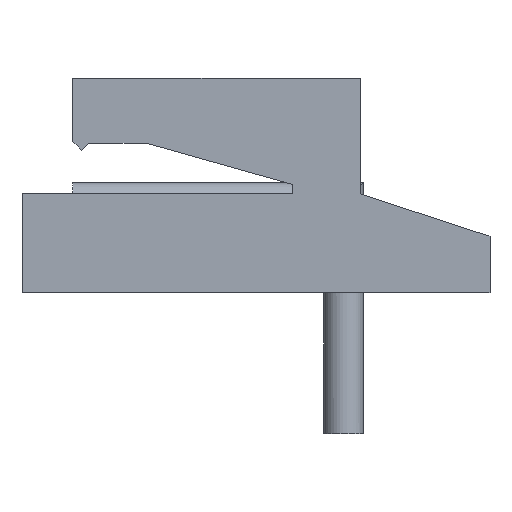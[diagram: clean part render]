
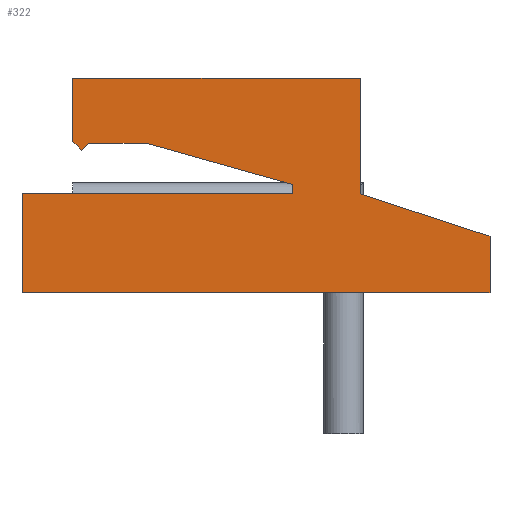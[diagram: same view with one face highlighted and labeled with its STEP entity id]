
A CAD part, left-side view. The second image highlights one B-rep face of the part: STEP entity #322.
In plain terms, the highlighted planar face has unit normal (-1, 0, 0).
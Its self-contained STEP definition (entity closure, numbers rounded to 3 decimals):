
#312 = EDGE_CURVE ( 'NONE', #562, #313, #1710, .T. ) ;
#313 = VERTEX_POINT ( 'NONE', #1706 ) ;
#320 = EDGE_CURVE ( 'NONE', #313, #728, #1604, .T. ) ;
#322 = ADVANCED_FACE ( 'NONE', ( #1788 ), #1772, .F. ) ;
#323 = EDGE_LOOP ( 'NONE', ( #524, #525, #526, #528, #529, #532, #534, #566, #398, #535, #536, #537, #538 ) ) ;
#397 = EDGE_CURVE ( 'NONE', #751, #583, #2011, .T. ) ;
#398 = ORIENTED_EDGE ( 'NONE', *, *, #730, .T. ) ;
#524 = ORIENTED_EDGE ( 'NONE', *, *, #791, .F. ) ;
#525 = ORIENTED_EDGE ( 'NONE', *, *, #843, .T. ) ;
#526 = ORIENTED_EDGE ( 'NONE', *, *, #527, .T. ) ;
#527 = EDGE_CURVE ( 'NONE', #841, #799, #2393, .T. ) ;
#528 = ORIENTED_EDGE ( 'NONE', *, *, #798, .T. ) ;
#529 = ORIENTED_EDGE ( 'NONE', *, *, #530, .T. ) ;
#530 = EDGE_CURVE ( 'NONE', #788, #531, #2389, .T. ) ;
#531 = VERTEX_POINT ( 'NONE', #2385 ) ;
#532 = ORIENTED_EDGE ( 'NONE', *, *, #533, .T. ) ;
#533 = EDGE_CURVE ( 'NONE', #531, #586, #2383, .T. ) ;
#534 = ORIENTED_EDGE ( 'NONE', *, *, #585, .F. ) ;
#535 = ORIENTED_EDGE ( 'NONE', *, *, #320, .F. ) ;
#536 = ORIENTED_EDGE ( 'NONE', *, *, #312, .F. ) ;
#537 = ORIENTED_EDGE ( 'NONE', *, *, #561, .F. ) ;
#538 = ORIENTED_EDGE ( 'NONE', *, *, #550, .F. ) ;
#550 = EDGE_CURVE ( 'NONE', #792, #551, #2409, .T. ) ;
#551 = VERTEX_POINT ( 'NONE', #2405 ) ;
#561 = EDGE_CURVE ( 'NONE', #551, #562, #2430, .T. ) ;
#562 = VERTEX_POINT ( 'NONE', #2482 ) ;
#566 = ORIENTED_EDGE ( 'NONE', *, *, #397, .F. ) ;
#583 = VERTEX_POINT ( 'NONE', #2504 ) ;
#585 = EDGE_CURVE ( 'NONE', #583, #586, #2503, .T. ) ;
#586 = VERTEX_POINT ( 'NONE', #2499 ) ;
#728 = VERTEX_POINT ( 'NONE', #2589 ) ;
#730 = EDGE_CURVE ( 'NONE', #751, #728, #2587, .T. ) ;
#735 = VERTEX_POINT ( 'NONE', #2811 ) ;
#751 = VERTEX_POINT ( 'NONE', #2604 ) ;
#788 = VERTEX_POINT ( 'NONE', #2709 ) ;
#791 = EDGE_CURVE ( 'NONE', #735, #792, #2708, .T. ) ;
#792 = VERTEX_POINT ( 'NONE', #2704 ) ;
#798 = EDGE_CURVE ( 'NONE', #799, #788, #2695, .T. ) ;
#799 = VERTEX_POINT ( 'NONE', #2691 ) ;
#841 = VERTEX_POINT ( 'NONE', #2721 ) ;
#843 = EDGE_CURVE ( 'NONE', #735, #841, #2770, .T. ) ;
#1483 = VECTOR ( 'NONE', #1789, 1000. ) ;
#1603 = CARTESIAN_POINT ( 'NONE',  ( 0., 3.109, 0.691 ) ) ;
#1604 = LINE ( 'NONE', #1603, #1483 ) ;
#1706 = CARTESIAN_POINT ( 'NONE',  ( 0., 4.945, 2.526 ) ) ;
#1707 = DIRECTION ( 'NONE',  ( 0., 0.707, -0.707 ) ) ;
#1708 = VECTOR ( 'NONE', #1707, 1000. ) ;
#1709 = CARTESIAN_POINT ( 'NONE',  ( 0., 1.836, 5.636 ) ) ;
#1710 = LINE ( 'NONE', #1709, #1708 ) ;
#1767 = DIRECTION ( 'NONE',  ( 0., 0., -1. ) ) ;
#1768 = DIRECTION ( 'NONE',  ( 1., 0., 0. ) ) ;
#1769 = CARTESIAN_POINT ( 'NONE',  ( 0., 0., 3.8 ) ) ;
#1770 = AXIS2_PLACEMENT_3D ( 'NONE', #1769, #1768, #1767 ) ;
#1772 = PLANE ( 'NONE',  #1770 ) ;
#1788 = FACE_OUTER_BOUND ( 'NONE', #323, .T. ) ;
#1789 = DIRECTION ( 'NONE',  ( 0., 0.707, 0.707 ) ) ;
#2008 = DIRECTION ( 'NONE',  ( 0., -1., 0. ) ) ;
#2009 = VECTOR ( 'NONE', #2008, 1000. ) ;
#2010 = CARTESIAN_POINT ( 'NONE',  ( 0., 0., 3.8 ) ) ;
#2011 = LINE ( 'NONE', #2010, #2009 ) ;
#2380 = DIRECTION ( 'NONE',  ( 0., 0.951, 0.31 ) ) ;
#2381 = VECTOR ( 'NONE', #2380, 1000. ) ;
#2382 = CARTESIAN_POINT ( 'NONE',  ( 0., 0., 1.75 ) ) ;
#2383 = LINE ( 'NONE', #2382, #2381 ) ;
#2385 = CARTESIAN_POINT ( 'NONE',  ( 0., -2.3, 1. ) ) ;
#2386 = DIRECTION ( 'NONE',  ( 0., 0., 1. ) ) ;
#2387 = VECTOR ( 'NONE', #2386, 1000. ) ;
#2388 = CARTESIAN_POINT ( 'NONE',  ( 0., -2.3, 1. ) ) ;
#2389 = LINE ( 'NONE', #2388, #2387 ) ;
#2390 = DIRECTION ( 'NONE',  ( 0., 0., -1. ) ) ;
#2391 = VECTOR ( 'NONE', #2390, 1000. ) ;
#2392 = CARTESIAN_POINT ( 'NONE',  ( 0., 6., 3.8 ) ) ;
#2393 = LINE ( 'NONE', #2392, #2391 ) ;
#2405 = CARTESIAN_POINT ( 'NONE',  ( 0., 3.795, 2.651 ) ) ;
#2406 = DIRECTION ( 'NONE',  ( 0., 0.962, 0.272 ) ) ;
#2407 = VECTOR ( 'NONE', #2406, 1000. ) ;
#2408 = CARTESIAN_POINT ( 'NONE',  ( 0., 0.58, 1.744 ) ) ;
#2409 = LINE ( 'NONE', #2408, #2407 ) ;
#2428 = VECTOR ( 'NONE', #2483, 1000. ) ;
#2429 = CARTESIAN_POINT ( 'NONE',  ( 0., 0., 2.651 ) ) ;
#2430 = LINE ( 'NONE', #2429, #2428 ) ;
#2482 = CARTESIAN_POINT ( 'NONE',  ( 0., 4.821, 2.651 ) ) ;
#2483 = DIRECTION ( 'NONE',  ( 0., 1., 0. ) ) ;
#2499 = CARTESIAN_POINT ( 'NONE',  ( 0., 0., 1.75 ) ) ;
#2500 = DIRECTION ( 'NONE',  ( 0., 0., -1. ) ) ;
#2501 = VECTOR ( 'NONE', #2500, 1000. ) ;
#2502 = CARTESIAN_POINT ( 'NONE',  ( 0., 0., 3.8 ) ) ;
#2503 = LINE ( 'NONE', #2502, #2501 ) ;
#2504 = CARTESIAN_POINT ( 'NONE',  ( 0., 0., 3.8 ) ) ;
#2584 = DIRECTION ( 'NONE',  ( 0., 0., -1. ) ) ;
#2585 = VECTOR ( 'NONE', #2584, 1000. ) ;
#2586 = CARTESIAN_POINT ( 'NONE',  ( 0., 5.1, 3.8 ) ) ;
#2587 = LINE ( 'NONE', #2586, #2585 ) ;
#2589 = CARTESIAN_POINT ( 'NONE',  ( 0., 5.1, 2.681 ) ) ;
#2604 = CARTESIAN_POINT ( 'NONE',  ( 0., 5.1, 3.8 ) ) ;
#2691 = CARTESIAN_POINT ( 'NONE',  ( 0., 6., 0. ) ) ;
#2692 = DIRECTION ( 'NONE',  ( 0., -1., 0. ) ) ;
#2693 = VECTOR ( 'NONE', #2692, 1000. ) ;
#2694 = CARTESIAN_POINT ( 'NONE',  ( 0., 0., 0. ) ) ;
#2695 = LINE ( 'NONE', #2694, #2693 ) ;
#2704 = CARTESIAN_POINT ( 'NONE',  ( 0., 1.2, 1.918 ) ) ;
#2705 = DIRECTION ( 'NONE',  ( 0., 0., 1. ) ) ;
#2706 = VECTOR ( 'NONE', #2705, 1000. ) ;
#2707 = CARTESIAN_POINT ( 'NONE',  ( 0., 1.2, 3.8 ) ) ;
#2708 = LINE ( 'NONE', #2707, #2706 ) ;
#2709 = CARTESIAN_POINT ( 'NONE',  ( 0., -2.3, 0. ) ) ;
#2721 = CARTESIAN_POINT ( 'NONE',  ( 0., 6., 1.75 ) ) ;
#2767 = DIRECTION ( 'NONE',  ( 0., 1., 0. ) ) ;
#2768 = VECTOR ( 'NONE', #2767, 1000. ) ;
#2769 = CARTESIAN_POINT ( 'NONE',  ( 0., 6., 1.75 ) ) ;
#2770 = LINE ( 'NONE', #2769, #2768 ) ;
#2811 = CARTESIAN_POINT ( 'NONE',  ( 0., 1.2, 1.75 ) ) ;
